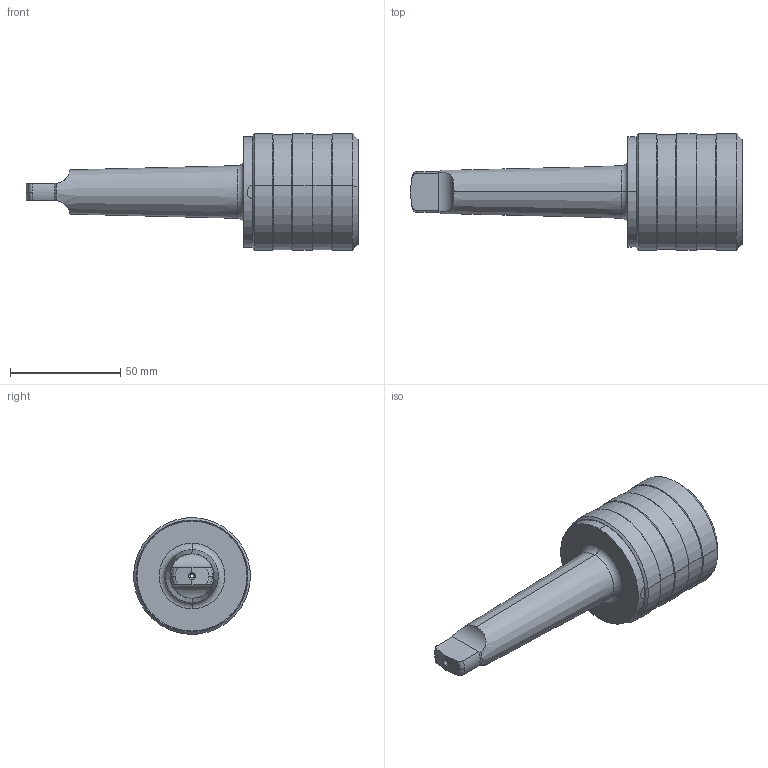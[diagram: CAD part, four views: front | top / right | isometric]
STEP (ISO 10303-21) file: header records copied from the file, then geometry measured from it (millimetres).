
FILE_DESCRIPTION (( 'STEP AP203' ), '1' );
FILE_NAME ('154-S2514-3-02.STEP', '2019-04-16T07:13:21', ( 'Acer' ), ( '' ), 'SwSTEP 2.0', 'SolidWorks 2018', '' );
FILE_SCHEMA (( 'CONFIG_CONTROL_DESIGN' ));
Length unit declared in the file: millimetre
Products named in the file (1): 154-S2514-3-02
Bounding box: 150.85 x 52.88 x 52.88 mm (x, y, z)
Surface area: 33222.4 mm2 (no closed solid volume)
Topology: 0 solids, 7 shells, 102 faces, 308 edges, 206 vertices
Faces by surface type: cylinder 36, cone 24, torus 20, plane 16, bspline 4, sphere 2
Entity records: 4296 total; most frequent: CARTESIAN_POINT 1569, DIRECTION 562, ORIENTED_EDGE 523, EDGE_CURVE 303, AXIS2_PLACEMENT_3D 234, VERTEX_POINT 203, CIRCLE 135, EDGE_LOOP 114
